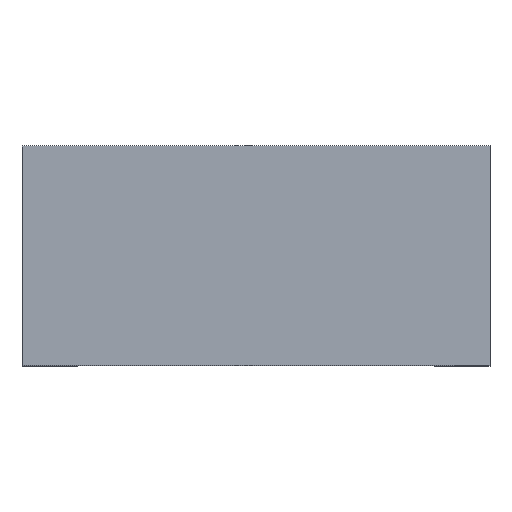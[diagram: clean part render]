
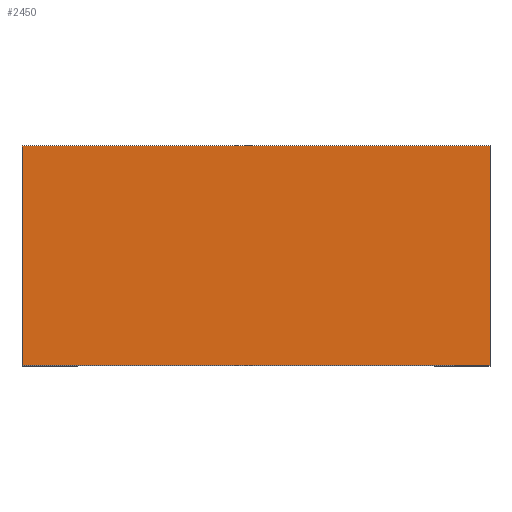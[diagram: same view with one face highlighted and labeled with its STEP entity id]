
A CAD part, top view. The second image highlights one B-rep face of the part: STEP entity #2450.
In plain terms, the highlighted face is planar.
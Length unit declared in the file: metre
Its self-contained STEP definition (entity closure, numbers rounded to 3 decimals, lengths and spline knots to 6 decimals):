
#249=LINE('',#4356,#448);
#250=LINE('',#4359,#449);
#251=LINE('',#4361,#450);
#252=LINE('',#4363,#451);
#448=VECTOR('',#2910,1.);
#449=VECTOR('',#2911,1.);
#450=VECTOR('',#2912,1.);
#451=VECTOR('',#2913,1.);
#537=PLANE('',#2547);
#915=ORIENTED_EDGE('',*,*,#1241,.T.);
#916=ORIENTED_EDGE('',*,*,#1242,.F.);
#917=ORIENTED_EDGE('',*,*,#1243,.F.);
#918=ORIENTED_EDGE('',*,*,#1244,.T.);
#1241=EDGE_CURVE('',#1403,#1404,#249,.T.);
#1242=EDGE_CURVE('',#1405,#1404,#250,.T.);
#1243=EDGE_CURVE('',#1406,#1405,#251,.T.);
#1244=EDGE_CURVE('',#1406,#1403,#252,.T.);
#1403=VERTEX_POINT('',#4357);
#1404=VERTEX_POINT('',#4358);
#1405=VERTEX_POINT('',#4360);
#1406=VERTEX_POINT('',#4362);
#1519=EDGE_LOOP('',(#915,#916,#917,#918));
#1636=FACE_BOUND('',#1519,.T.);
#2450=ADVANCED_FACE('',(#1636),#537,.F.);
#2547=AXIS2_PLACEMENT_3D('',#4355,#2908,#2909);
#2908=DIRECTION('',(0.,-1.,0.));
#2909=DIRECTION('',(1.,0.,0.));
#2910=DIRECTION('',(-1.,0.,0.));
#2911=DIRECTION('',(0.,0.,-1.));
#2912=DIRECTION('',(-1.,0.,0.));
#2913=DIRECTION('',(0.,0.,-1.));
#4355=CARTESIAN_POINT('',(0.016,0.01225,0.0075));
#4356=CARTESIAN_POINT('',(0.016,0.01225,-0.0075));
#4357=CARTESIAN_POINT('',(0.016,0.01225,-0.0075));
#4358=CARTESIAN_POINT('',(-0.016,0.01225,-0.0075));
#4359=CARTESIAN_POINT('',(-0.016,0.01225,0.0075));
#4360=CARTESIAN_POINT('',(-0.016,0.01225,0.0075));
#4361=CARTESIAN_POINT('',(0.016,0.01225,0.0075));
#4362=CARTESIAN_POINT('',(0.016,0.01225,0.0075));
#4363=CARTESIAN_POINT('',(0.016,0.01225,0.0075));
